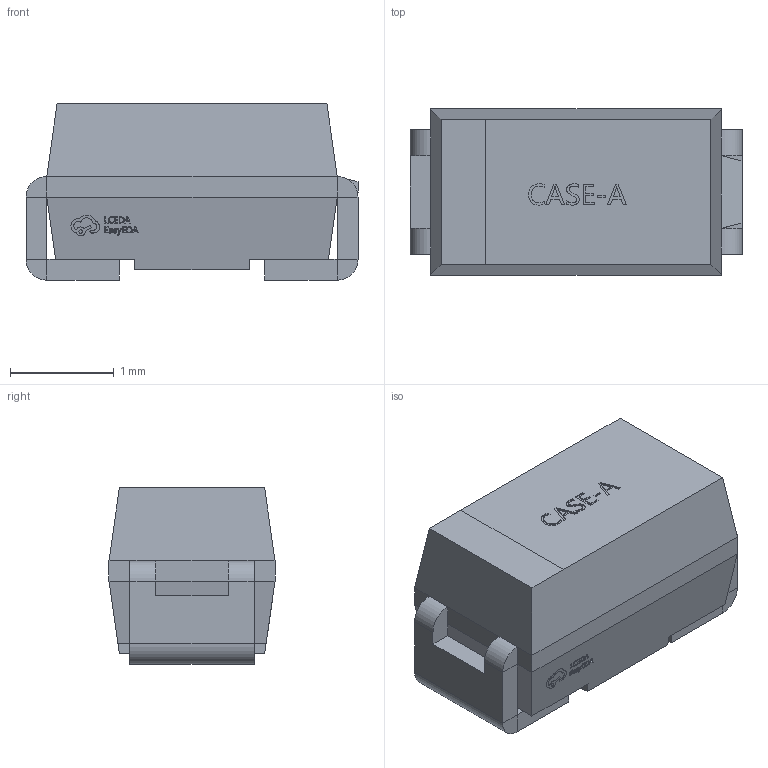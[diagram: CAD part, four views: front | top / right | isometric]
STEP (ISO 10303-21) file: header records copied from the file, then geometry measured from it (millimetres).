
FILE_DESCRIPTION (( 'STEP AP214' ), '1' );
FILE_NAME ('CASE-A_L3.2-W1.6-H1.6.step', '2022-06-24T01:45:45', ( '' ), ( '' ), 'SwSTEP 2.0', 'SolidWorks 2020', '' );
FILE_SCHEMA (( 'AUTOMOTIVE_DESIGN' ));
Length unit declared in the file: millimetre
Products named in the file (1): CASE-A_L3.2-W1.6-H1.6
Bounding box: 3.2 x 1.6 x 1.7 mm (x, y, z)
Volume: 7.1 mm3; surface area: 27.4 mm2
Topology: 2 solids, 2 shells, 426 faces, 1140 edges, 744 vertices
Faces by surface type: plane 284, bspline 136, cylinder 6
Entity records: 19518 total; most frequent: CARTESIAN_POINT 5719, ORIENTED_EDGE 2280, DIRECTION 1458, EDGE_CURVE 1140, LINE 852, VECTOR 852, VERTEX_POINT 744, EDGE_LOOP 460
